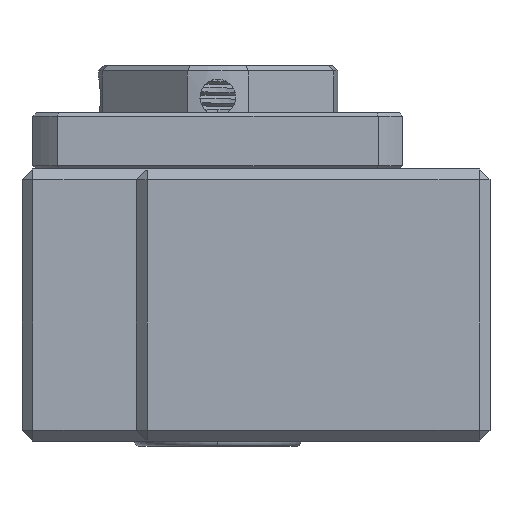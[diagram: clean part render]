
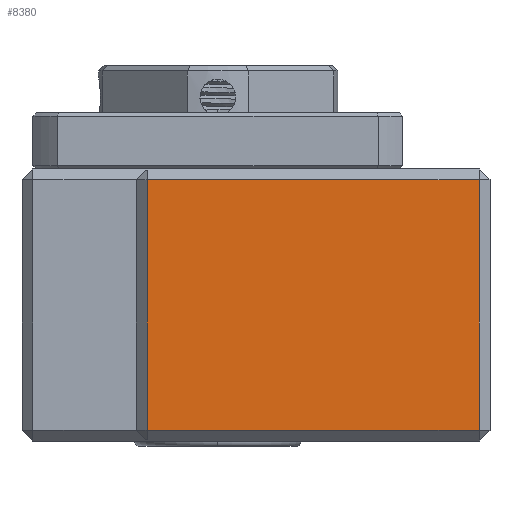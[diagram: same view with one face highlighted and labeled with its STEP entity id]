
A CAD part, left-side view. The second image highlights one B-rep face of the part: STEP entity #8380.
In plain terms, the highlighted planar face has unit normal (-1, 0, 0).
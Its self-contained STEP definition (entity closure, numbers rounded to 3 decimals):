
#1153=PLANE('',#8992);
#1787=VECTOR('',#16871,1.);
#1788=VECTOR('',#16872,1.);
#1789=VECTOR('',#16873,1.);
#1790=VECTOR('',#16874,1.);
#2135=LINE('',#11811,#1787);
#2136=LINE('',#11814,#1788);
#2137=LINE('',#11816,#1789);
#2138=LINE('',#11818,#1790);
#2555=VERTEX_POINT('',#11812);
#2556=VERTEX_POINT('',#11813);
#2557=VERTEX_POINT('',#11815);
#2558=VERTEX_POINT('',#11817);
#3890=EDGE_CURVE('',#2555,#2556,#2135,.T.);
#3891=EDGE_CURVE('',#2556,#2557,#2136,.T.);
#3892=EDGE_CURVE('',#2557,#2558,#2137,.F.);
#3893=EDGE_CURVE('',#2558,#2555,#2138,.T.);
#5133=ORIENTED_EDGE('',*,*,#3890,.T.);
#5134=ORIENTED_EDGE('',*,*,#3891,.T.);
#5135=ORIENTED_EDGE('',*,*,#3892,.T.);
#5136=ORIENTED_EDGE('',*,*,#3893,.T.);
#7200=EDGE_LOOP('',(#5133,#5134,#5135,#5136));
#7797=FACE_BOUND('',#7200,.T.);
#8380=ADVANCED_FACE('',(#7797),#1153,.F.);
#8992=AXIS2_PLACEMENT_3D('',#11810,#16870,$);
#11810=CARTESIAN_POINT('',(-30.,32.5,12.5));
#11811=CARTESIAN_POINT('',(-30.,32.5,-11.5));
#11812=CARTESIAN_POINT('',(-30.,31.5,-11.5));
#11813=CARTESIAN_POINT('',(-30.,1.,-11.5));
#11814=CARTESIAN_POINT('',(-30.,1.,12.5));
#11815=CARTESIAN_POINT('',(-30.,1.,11.5));
#11816=CARTESIAN_POINT('',(-30.,16.25,11.5));
#11817=CARTESIAN_POINT('',(-30.,31.5,11.5));
#11818=CARTESIAN_POINT('',(-30.,31.5,12.5));
#16870=DIRECTION('',(1.,0.,0.));
#16871=DIRECTION('',(0.,-1.,0.));
#16872=DIRECTION('',(0.,0.,1.));
#16873=DIRECTION('',(0.,-1.,0.));
#16874=DIRECTION('',(0.,0.,-1.));
